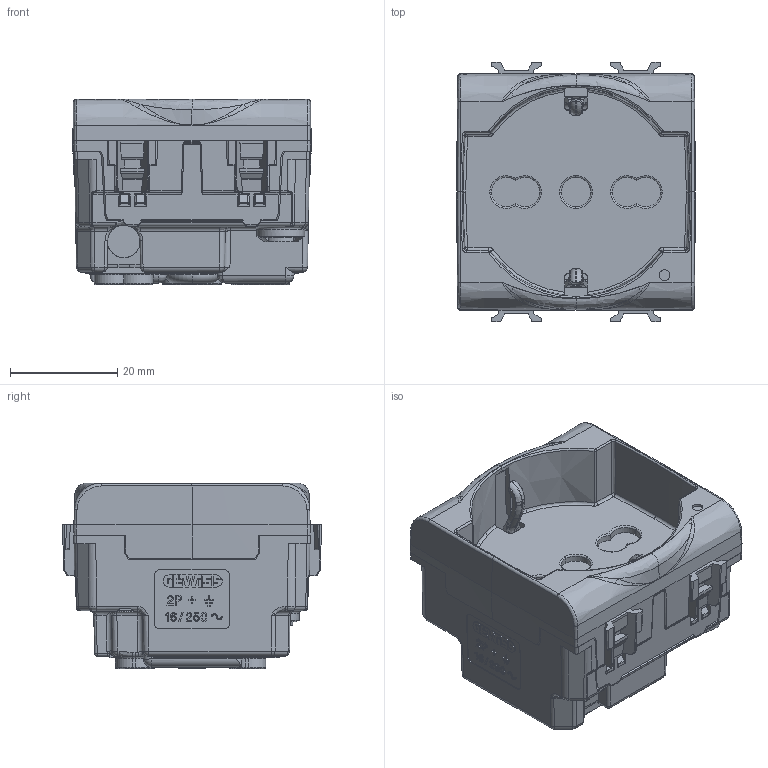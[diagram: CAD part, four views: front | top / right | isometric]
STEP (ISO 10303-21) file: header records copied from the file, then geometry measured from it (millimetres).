
FILE_DESCRIPTION(('CATIA V5 STEP Exchange','CAx-IF Rec.Pracs.--- Model Styling and Organization---1.4--- 2014-01-23'),'2;1');
FILE_NAME('GW1x204 - PRESA ST. ITALIANO TEDESCO 2P+T 16A CHORUS.stp','2019-10-28T16:07:09+00:00',('none'),('none'),'CATIA Version 5-6 Release 2016 SP4','CATIA V5 STEP AP214','none');
FILE_SCHEMA(('AUTOMOTIVE_DESIGN { 1 0 10303 214 1 1 1 1 }'));
Length unit declared in the file: millimetre
Products named in the file (5): UNEL BIVALENTE CHORUS; 50042183B2 CUSTODIA PRESA UNEL-BIVALENTE NSC; FONDO PRESA UNEL-BIVALENTE CHORUS; AS.ALV.TERRA UNEL CH.BIV.2011; alveolo di terra presa unel
Assembly tree (4 placements, depth 3):
  UNEL BIVALENTE CHORUS
    50042183B2 CUSTODIA PRESA UNEL-BIVALENTE NSC
    FONDO PRESA UNEL-BIVALENTE CHORUS
    AS.ALV.TERRA UNEL CH.BIV.2011
      alveolo di terra presa unel
Bounding box: 44.4 x 48.25 x 34.5 mm (x, y, z)
Volume: 31439.4 mm3; surface area: 24231.1 mm2
Topology: 4 solids, 7 shells, 3120 faces, 8478 edges, 5269 vertices
Faces by surface type: plane 1632, cylinder 761, bspline 361, torus 143, sphere 103, cone 68, revolution 48, extrusion 4
Entity records: 111923 total; most frequent: CARTESIAN_POINT 43715, ORIENTED_EDGE 16654, DIRECTION 9763, EDGE_CURVE 8327, VERTEX_POINT 5259, VECTOR 4530, LINE 4526, EDGE_LOOP 3196
